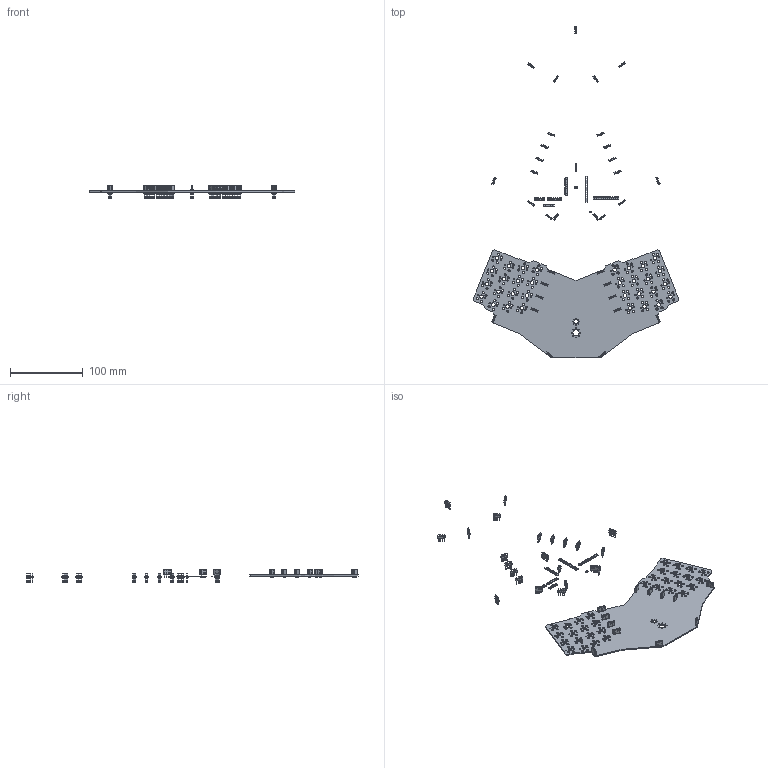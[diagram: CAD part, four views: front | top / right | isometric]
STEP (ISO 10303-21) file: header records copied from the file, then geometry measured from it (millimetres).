
FILE_DESCRIPTION(('KiCad electronic assembly'),'2;1');
FILE_NAME('ThumbsUp.step','2023-11-19T18:58:49',('An Author'),( 'A Company'),'Open CASCADE STEP processor 6.9', 'KiCad to STEP converter','Unknown');
FILE_SCHEMA(('AUTOMOTIVE_DESIGN { 1 0 10303 214 1 1 1 1 }'));
Length unit declared in the file: millimetre
Products named in the file (12): Open CASCADE STEP translator 6.9 1; PinSocket_1x04_P2.54mm_Vertical; SOLID; PinHeader_1x04_P2.54mm_Vertical; PinHeader_1x02_P2.54mm_Vertical; R_0805_2012Metric; D_SOD-123; COMPOUND
Assembly tree (101 placements, depth 3):
  Open CASCADE STEP translator 6.9 1
    PinSocket_1x04_P2.54mm_Vertical  x17
      SOLID
    PinHeader_1x04_P2.54mm_Vertical  x17
      SOLID
    PinHeader_1x02_P2.54mm_Vertical
      SOLID
    R_0805_2012Metric  x2
      SOLID
    D_SOD-123  x58
      SOLID
    COMPOUND
Bounding box: 282.03 x 455.33 x 17.24 mm (x, y, z)
Volume: 45230.1 mm3; surface area: 65855.5 mm2
Topology: 96 solids, 96 shells, 8302 faces, 20196 edges, 12488 vertices
Faces by surface type: plane 6024, bspline 1508, cylinder 770
Full cylindrical faces by diameter (mm): 0.6 x8, 0.8 x8, 1 x48, 1.702 x64, 2.95 x64, 3 x64, 4.95 x32, 6 x1, 8.4 x1
Entity records: 52103 total; most frequent: CARTESIAN_POINT 8087, DIRECTION 7868, LINE 4470, VECTOR 4470, ORIENTED_EDGE 3848, PCURVE 3848, DEFINITIONAL_REPRESENTATION 3848, EDGE_CURVE 1924
